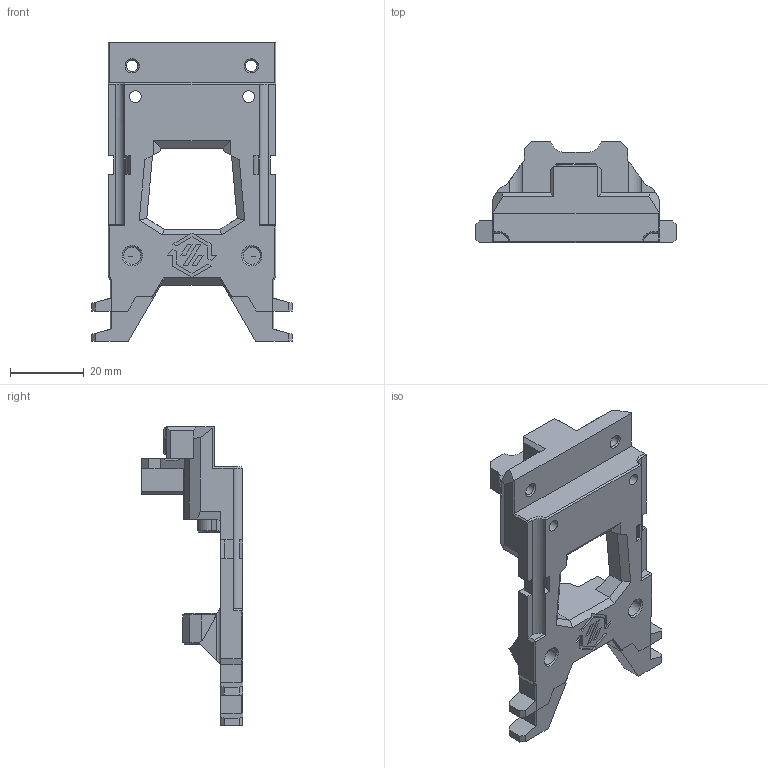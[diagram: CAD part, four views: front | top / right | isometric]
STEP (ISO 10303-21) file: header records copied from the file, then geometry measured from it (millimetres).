
FILE_DESCRIPTION(/* description */ (''),/* implementation_level */ '2;1');
FILE_NAME(/* name */ 'StealthChanger_Xol.step',/* time_stamp */ '2024-05-08T00:54:25+01:00',/* author */ (''),/* organization */ (''),/* preprocessor_version */ 'ST-DEVELOPER v20',/* originating_system */ 'Autodesk Translation Framework v12.20.1.177',/* authorisation */ '');
FILE_SCHEMA (('AUTOMOTIVE_DESIGN { 1 0 10303 214 3 1 1 }'));
Length unit declared in the file: millimetre
Products named in the file (4): StealthChanger_Tripod; Xol; Xol-Toolhead_Assembly-Guide v2; Plate SC
Assembly tree (3 placements, depth 4):
  StealthChanger_Tripod
    Xol
      Xol-Toolhead_Assembly-Guide v2
        Plate SC
Bounding box: 54.6 x 27.58 x 81.29 mm (x, y, z)
Volume: 48514.1 mm3; surface area: 23302.8 mm2
Topology: 2 solids, 6 shells, 800 faces, 2132 edges, 1360 vertices
Faces by surface type: plane 672, cylinder 88, cone 40
Full cylindrical faces by diameter (mm): 2.8 x8, 3.1 x4, 3.2 x4, 4.7 x12
Entity records: 24626 total; most frequent: CARTESIAN_POINT 4399, ORIENTED_EDGE 4264, DIRECTION 4004, EDGE_CURVE 2132, LINE 1842, VECTOR 1842, VERTEX_POINT 1360, AXIS2_PLACEMENT_3D 1081
